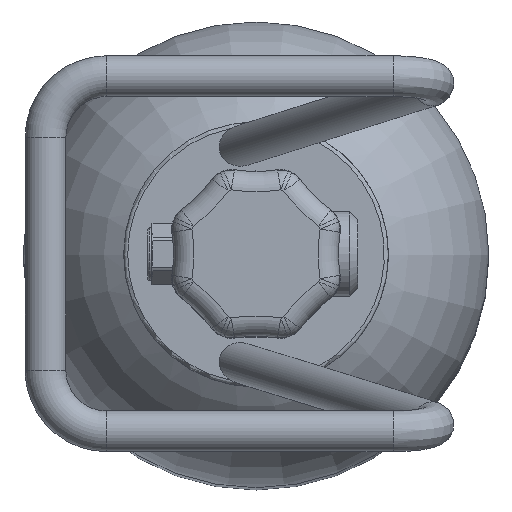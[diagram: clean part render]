
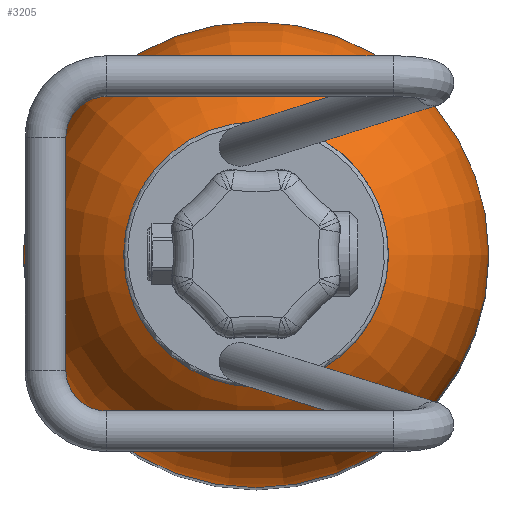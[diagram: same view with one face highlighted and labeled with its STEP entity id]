
A CAD part, top view. The second image highlights one B-rep face of the part: STEP entity #3205.
In plain terms, the highlighted toroidal (fillet/blend) face has major radius 7.15 mm and minor radius 50 mm.
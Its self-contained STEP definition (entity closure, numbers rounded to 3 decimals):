
#22=DEGENERATE_TOROIDAL_SURFACE('',#3763,7.15,50.,.T.);
#410=CIRCLE('',#3762,57.15);
#411=CIRCLE('',#3764,30.5);
#1337=ORIENTED_EDGE('',*,*,#1823,.T.);
#1338=ORIENTED_EDGE('',*,*,#1822,.F.);
#1822=EDGE_CURVE('',#2134,#2134,#410,.T.);
#1823=EDGE_CURVE('',#2135,#2135,#411,.T.);
#2134=VERTEX_POINT('',#7051);
#2135=VERTEX_POINT('',#7054);
#2693=EDGE_LOOP('',(#1337));
#2694=EDGE_LOOP('',(#1338));
#2952=FACE_BOUND('',#2693,.T.);
#2953=FACE_BOUND('',#2694,.T.);
#3205=ADVANCED_FACE('',(#2952,#2953),#22,.T.);
#3762=AXIS2_PLACEMENT_3D('',#7050,#4875,#4876);
#3763=AXIS2_PLACEMENT_3D('',#7052,#4877,#4878);
#3764=AXIS2_PLACEMENT_3D('',#7053,#4879,#4880);
#4875=DIRECTION('',(0.,0.,-1.));
#4876=DIRECTION('',(-1.,0.,0.));
#4877=DIRECTION('',(0.,0.,-1.));
#4878=DIRECTION('',(-1.,0.,0.));
#4879=DIRECTION('',(0.,0.,-1.));
#4880=DIRECTION('',(-1.,0.,0.));
#7050=CARTESIAN_POINT('',(0.,0.,325.582));
#7051=CARTESIAN_POINT('',(-57.15,0.,325.582));
#7052=CARTESIAN_POINT('',(0.,0.,325.582));
#7053=CARTESIAN_POINT('',(0.,0.,369.795));
#7054=CARTESIAN_POINT('',(-30.5,0.,369.795));
